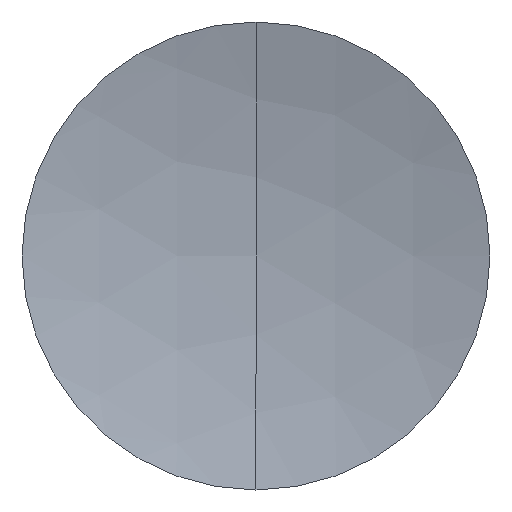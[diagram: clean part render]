
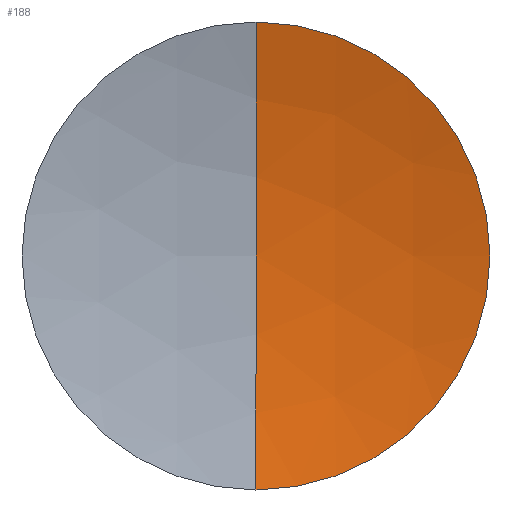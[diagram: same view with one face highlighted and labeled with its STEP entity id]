
A CAD part, left-side view. The second image highlights one B-rep face of the part: STEP entity #188.
In plain terms, the highlighted spherical face has radius 24.4 mm.
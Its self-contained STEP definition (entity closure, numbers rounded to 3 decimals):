
#5 = AXIS2_PLACEMENT_3D ( 'NONE', #62, #57, #92 ) ;
#14 = CIRCLE ( 'NONE', #5, 24.4 ) ;
#18 = VERTEX_POINT ( 'NONE', #254 ) ;
#31 = VERTEX_POINT ( 'NONE', #311 ) ;
#48 = AXIS2_PLACEMENT_3D ( 'NONE', #102, #320, #303 ) ;
#57 = DIRECTION ( 'NONE',  ( 0., 1., 0. ) ) ;
#58 = AXIS2_PLACEMENT_3D ( 'NONE', #87, #152, #151 ) ;
#59 = FACE_OUTER_BOUND ( 'NONE', #104, .T. ) ;
#62 = CARTESIAN_POINT ( 'NONE',  ( 130.818, 0., 0. ) ) ;
#67 = DIRECTION ( 'NONE',  ( 0., 1., 0. ) ) ;
#68 = VERTEX_POINT ( 'NONE', #246 ) ;
#87 = CARTESIAN_POINT ( 'NONE',  ( 154.377, 0., 0. ) ) ;
#92 = DIRECTION ( 'NONE',  ( 0., 0., 1. ) ) ;
#101 = CIRCLE ( 'NONE', #48, 24.4 ) ;
#102 = CARTESIAN_POINT ( 'NONE',  ( 130.818, 0., 0. ) ) ;
#104 = EDGE_LOOP ( 'NONE', ( #187, #264, #129 ) ) ;
#106 = SPHERICAL_SURFACE ( 'NONE', #200, 24.4 ) ;
#129 = ORIENTED_EDGE ( 'NONE', *, *, #286, .T. ) ;
#151 = DIRECTION ( 'NONE',  ( 0., 0., 1. ) ) ;
#152 = DIRECTION ( 'NONE',  ( -1., 0., 0. ) ) ;
#187 = ORIENTED_EDGE ( 'NONE', *, *, #263, .F. ) ;
#188 = ADVANCED_FACE ( 'NONE', ( #59 ), #106, .F. ) ;
#193 = CARTESIAN_POINT ( 'NONE',  ( 130.818, 0., 0. ) ) ;
#200 = AXIS2_PLACEMENT_3D ( 'NONE', #193, #67, #271 ) ;
#246 = CARTESIAN_POINT ( 'NONE',  ( 154.377, 0., -6.35 ) ) ;
#254 = CARTESIAN_POINT ( 'NONE',  ( 154.377, 0., 6.35 ) ) ;
#263 = EDGE_CURVE ( 'NONE', #31, #18, #101, .T. ) ;
#264 = ORIENTED_EDGE ( 'NONE', *, *, #297, .T. ) ;
#271 = DIRECTION ( 'NONE',  ( 0., 0., 1. ) ) ;
#285 = CIRCLE ( 'NONE', #58, 6.35 ) ;
#286 = EDGE_CURVE ( 'NONE', #68, #18, #285, .T. ) ;
#297 = EDGE_CURVE ( 'NONE', #31, #68, #14, .T. ) ;
#303 = DIRECTION ( 'NONE',  ( 0., 0., -1. ) ) ;
#311 = CARTESIAN_POINT ( 'NONE',  ( 155.218, 0., 0. ) ) ;
#320 = DIRECTION ( 'NONE',  ( 0., -1., 0. ) ) ;
